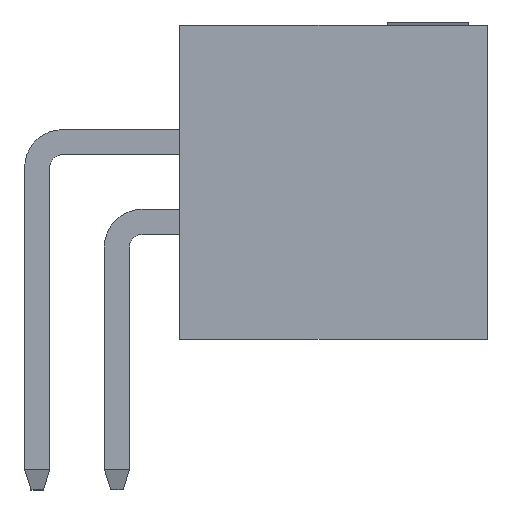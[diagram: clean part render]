
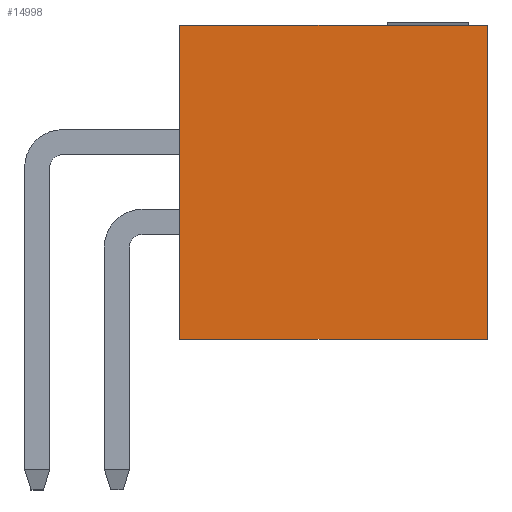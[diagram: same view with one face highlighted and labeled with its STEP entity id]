
A CAD part, left-side view. The second image highlights one B-rep face of the part: STEP entity #14998.
In plain terms, the highlighted face is planar.
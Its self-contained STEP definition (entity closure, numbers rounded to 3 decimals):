
#2239=ORIENTED_EDGE('',*,*,#4371,.F.);
#2240=ORIENTED_EDGE('',*,*,#4639,.F.);
#2241=ORIENTED_EDGE('',*,*,#3483,.T.);
#2242=ORIENTED_EDGE('',*,*,#4273,.T.);
#3483=EDGE_CURVE('',#5116,#5115,#6167,.T.);
#4273=EDGE_CURVE('',#5115,#5673,#6957,.T.);
#4371=EDGE_CURVE('',#5726,#5673,#7055,.T.);
#4639=EDGE_CURVE('',#5116,#5726,#7323,.T.);
#5115=VERTEX_POINT('',#18672);
#5116=VERTEX_POINT('',#18674);
#5673=VERTEX_POINT('',#20252);
#5726=VERTEX_POINT('',#20404);
#6167=LINE('',#18673,#7791);
#6957=LINE('',#20253,#8581);
#7055=LINE('',#20405,#8679);
#7323=LINE('',#20940,#8947);
#7791=VECTOR('',#15853,1000.);
#8581=VECTOR('',#17107,1000.);
#8679=VECTOR('',#17207,1000.);
#8947=VECTOR('',#17617,1000.);
#9763=EDGE_LOOP('',(#2239,#2240,#2241,#2242));
#10351=FACE_BOUND('',#9763,.T.);
#10894=PLANE('',#15556);
#14998=ADVANCED_FACE('',(#10351),#10894,.T.);
#15556=AXIS2_PLACEMENT_3D('',#20943,#17621,#17622);
#15853=DIRECTION('',(0.,0.,-1.));
#17107=DIRECTION('',(0.,1.,0.));
#17207=DIRECTION('',(0.,0.,-1.));
#17617=DIRECTION('',(0.,1.,0.));
#17621=DIRECTION('',(1.,0.,0.));
#17622=DIRECTION('',(0.,0.,-1.));
#18672=CARTESIAN_POINT('',(17.145,-2.5,-2.45));
#18673=CARTESIAN_POINT('',(17.145,-2.5,2.45));
#18674=CARTESIAN_POINT('',(17.145,-2.5,2.45));
#20252=CARTESIAN_POINT('',(17.145,2.5,-2.45));
#20253=CARTESIAN_POINT('',(17.145,-2.5,-2.45));
#20404=CARTESIAN_POINT('',(17.145,2.5,2.45));
#20405=CARTESIAN_POINT('',(17.145,2.5,2.45));
#20940=CARTESIAN_POINT('',(17.145,-2.5,2.45));
#20943=CARTESIAN_POINT('',(17.145,-2.5,2.45));
